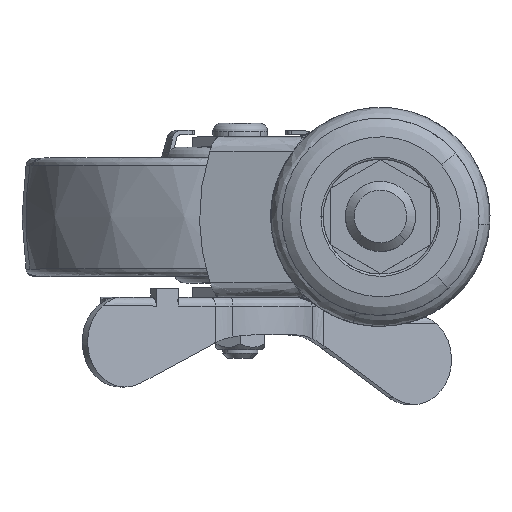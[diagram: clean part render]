
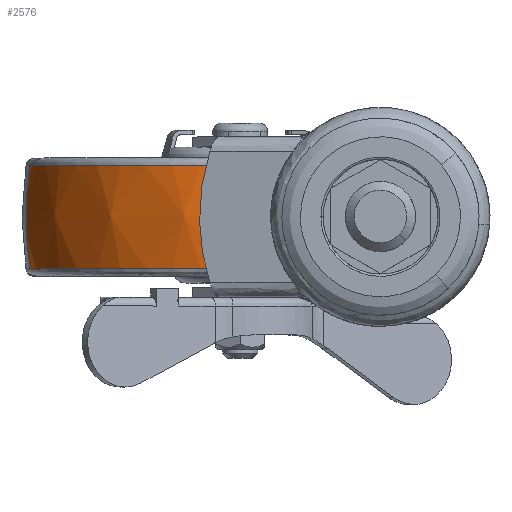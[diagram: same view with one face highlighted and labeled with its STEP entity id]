
A CAD part, top view. The second image highlights one B-rep face of the part: STEP entity #2576.
In plain terms, the highlighted free-form (B-spline) face has degree [2, 2] with [5, 5] control points.
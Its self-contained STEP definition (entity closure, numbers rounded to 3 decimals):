
#1705=CARTESIAN_POINT('',(0.0,-11.838,48.992));
#1706=VERTEX_POINT('',#1705);
#1724=CARTESIAN_POINT('',(-48.664,-11.838,5.657));
#1725=VERTEX_POINT('',#1724);
#1726=CARTESIAN_POINT('',(0.0,-11.838,48.992));
#1727=CARTESIAN_POINT('',(-3.063,-11.838,48.992));
#1728=CARTESIAN_POINT('',(-7.797,-11.838,48.546));
#1729=CARTESIAN_POINT('',(-14.209,-11.838,46.986));
#1730=CARTESIAN_POINT('',(-19.805,-11.838,44.964));
#1731=CARTESIAN_POINT('',(-26.088,-11.838,41.714));
#1732=CARTESIAN_POINT('',(-31.931,-11.838,37.394));
#1733=CARTESIAN_POINT('',(-36.407,-11.838,32.926));
#1734=CARTESIAN_POINT('',(-40.431,-11.838,27.935));
#1735=CARTESIAN_POINT('',(-43.618,-11.838,22.676));
#1736=CARTESIAN_POINT('',(-46.022,-11.838,17.031));
#1737=CARTESIAN_POINT('',(-47.688,-11.838,11.711));
#1738=CARTESIAN_POINT('',(-48.396,-11.838,7.962));
#1739=CARTESIAN_POINT('',(-48.664,-11.838,5.657));
#1740=B_SPLINE_CURVE_WITH_KNOTS('',3,(#1726,#1727,#1728,#1729,#1730,#1731,#1732,#1733,#1734,#1735,#1736,#1737,#1738,#1739),.UNSPECIFIED.,.F.,.U.,(4,1,1,1,1,1,1,1,1,1,1,4),(0.,9.189,14.202,19.771,27.011,35.365,41.491,45.947,54.579,59.87,64.325,71.287),.UNSPECIFIED.);
#1741=EDGE_CURVE('',#1706,#1725,#1740,.T.);
#1790=CARTESIAN_POINT('',(0.0,11.838,48.992));
#1791=VERTEX_POINT('',#1790);
#1861=CARTESIAN_POINT('',(-48.235,11.838,8.575));
#1862=VERTEX_POINT('',#1861);
#1874=CARTESIAN_POINT('',(0.0,11.838,48.992));
#1875=CARTESIAN_POINT('',(-3.292,11.838,48.992));
#1876=CARTESIAN_POINT('',(-9.076,11.838,48.406));
#1877=CARTESIAN_POINT('',(-17.057,11.838,46.13));
#1878=CARTESIAN_POINT('',(-24.194,11.838,42.853));
#1879=CARTESIAN_POINT('',(-31.004,11.838,38.255));
#1880=CARTESIAN_POINT('',(-36.463,11.838,32.979));
#1881=CARTESIAN_POINT('',(-40.225,11.838,28.113));
#1882=CARTESIAN_POINT('',(-43.24,11.838,23.276));
#1883=CARTESIAN_POINT('',(-46.205,11.838,16.98));
#1884=CARTESIAN_POINT('',(-47.691,11.838,11.641));
#1885=CARTESIAN_POINT('',(-48.235,11.838,8.575));
#1886=B_SPLINE_CURVE_WITH_KNOTS('',3,(#1874,#1875,#1876,#1877,#1878,#1879,#1880,#1881,#1882,#1883,#1884,#1885),.UNSPECIFIED.,.F.,.U.,(4,1,1,1,1,1,1,1,1,4),(0.,9.877,17.351,24.826,33.368,41.91,47.516,51.787,58.994,68.337),.UNSPECIFIED.);
#1887=EDGE_CURVE('',#1791,#1862,#1886,.T.);
#1941=CARTESIAN_POINT('',(-48.664,11.838,5.657));
#1942=VERTEX_POINT('',#1941);
#1961=CARTESIAN_POINT('',(-48.235,11.838,8.575));
#1962=CARTESIAN_POINT('',(-48.408,11.838,7.607));
#1963=CARTESIAN_POINT('',(-48.551,11.838,6.633));
#1964=CARTESIAN_POINT('',(-48.664,11.838,5.657));
#1965=B_SPLINE_CURVE_WITH_KNOTS('',3,(#1961,#1962,#1963,#1964),.UNSPECIFIED.,.F.,.U.,(4,4),(0.,2.95),.UNSPECIFIED.);
#1966=EDGE_CURVE('',#1862,#1942,#1965,.T.);
#2509=CARTESIAN_POINT('',(-48.664,-11.838,5.657));
#2510=CARTESIAN_POINT('',(-49.185,-8.785,5.717));
#2511=CARTESIAN_POINT('',(-49.733,-3.474,5.781));
#2512=CARTESIAN_POINT('',(-49.649,4.465,5.771));
#2513=CARTESIAN_POINT('',(-49.101,9.274,5.708));
#2514=CARTESIAN_POINT('',(-48.664,11.838,5.657));
#2515=B_SPLINE_CURVE_WITH_KNOTS('',3,(#2509,#2510,#2511,#2512,#2513,#2514),.UNSPECIFIED.,.F.,.U.,(4,1,1,4),(0.,9.293,15.984,23.791),.UNSPECIFIED.);
#2516=EDGE_CURVE('',#1725,#1942,#2515,.T.);
#2521=CARTESIAN_POINT('',(0.0,-11.838,48.992));
#2522=CARTESIAN_POINT('',(0.0,-9.274,49.432));
#2523=CARTESIAN_POINT('',(0.0,-3.972,50.04));
#2524=CARTESIAN_POINT('',(0.0,3.972,50.04));
#2525=CARTESIAN_POINT('',(0.0,9.274,49.432));
#2526=CARTESIAN_POINT('',(0.0,11.838,48.992));
#2527=B_SPLINE_CURVE_WITH_KNOTS('',3,(#2521,#2522,#2523,#2524,#2525,#2526),.UNSPECIFIED.,.F.,.U.,(4,1,1,4),(0.,7.806,15.984,23.791),.UNSPECIFIED.);
#2528=EDGE_CURVE('',#1706,#1791,#2527,.T.);
#2536=CARTESIAN_POINT('',(0.316,-13.037,48.775));
#2537=CARTESIAN_POINT('',(0.324,-6.576,50.));
#2538=CARTESIAN_POINT('',(0.324,0.0,50.));
#2539=CARTESIAN_POINT('',(0.324,6.576,50.));
#2540=CARTESIAN_POINT('',(0.316,13.037,48.775));
#2541=CARTESIAN_POINT('',(0.158,-13.037,48.775));
#2542=CARTESIAN_POINT('',(0.162,-6.576,50.));
#2543=CARTESIAN_POINT('',(0.162,0.0,50.));
#2544=CARTESIAN_POINT('',(0.162,6.576,50.));
#2545=CARTESIAN_POINT('',(0.158,13.037,48.775));
#2546=CARTESIAN_POINT('',(-43.434,-13.037,48.775));
#2547=CARTESIAN_POINT('',(-44.525,-6.576,50.));
#2548=CARTESIAN_POINT('',(-44.525,0.0,50.));
#2549=CARTESIAN_POINT('',(-44.525,6.576,50.));
#2550=CARTESIAN_POINT('',(-43.434,13.037,48.775));
#2551=CARTESIAN_POINT('',(-48.468,-13.037,5.467));
#2552=CARTESIAN_POINT('',(-49.685,-6.576,5.605));
#2553=CARTESIAN_POINT('',(-49.685,0.0,5.605));
#2554=CARTESIAN_POINT('',(-49.685,6.576,5.605));
#2555=CARTESIAN_POINT('',(-48.468,13.037,5.467));
#2556=CARTESIAN_POINT('',(-48.487,-13.037,5.303));
#2557=CARTESIAN_POINT('',(-49.705,-6.576,5.436));
#2558=CARTESIAN_POINT('',(-49.705,0.0,5.436));
#2559=CARTESIAN_POINT('',(-49.705,6.576,5.436));
#2560=CARTESIAN_POINT('',(-48.487,13.037,5.303));
#2568=(BOUNDED_SURFACE()B_SPLINE_SURFACE(2,2,((#2536,#2541,#2546,#2551,#2556),(#2537,#2542,#2547,#2552,#2557),(#2538,#2543,#2548,#2553,#2558),(#2539,#2544,#2549,#2554,#2559),(#2540,#2545,#2550,#2555,#2560)),.UNSPECIFIED.,.F.,.F.,.U.)B_SPLINE_SURFACE_WITH_KNOTS((3,2,3),(3,1,1,3),(0.0,13.444,26.887),(0.0,0.381,76.512,76.893),.UNSPECIFIED.)GEOMETRIC_REPRESENTATION_ITEM()RATIONAL_B_SPLINE_SURFACE(((0.951,0.95,0.693,0.909,0.91),(0.972,0.971,0.708,0.929,0.93),(1.003,1.001,0.731,0.958,0.959),(0.972,0.971,0.708,0.929,0.93),(0.951,0.95,0.693,0.909,0.91)))REPRESENTATION_ITEM('')SURFACE());
#2569=ORIENTED_EDGE('',*,*,#1741,.F.);
#2570=ORIENTED_EDGE('',*,*,#2528,.T.);
#2571=ORIENTED_EDGE('',*,*,#1887,.T.);
#2572=ORIENTED_EDGE('',*,*,#1966,.T.);
#2573=ORIENTED_EDGE('',*,*,#2516,.F.);
#2574=EDGE_LOOP('',(#2569,#2570,#2571,#2572,#2573));
#2575=FACE_OUTER_BOUND('',#2574,.T.);
#2576=ADVANCED_FACE('',(#2575),#2568,.T.);
